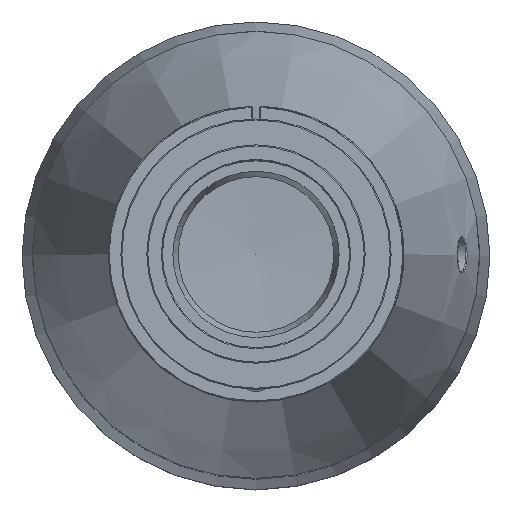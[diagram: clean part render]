
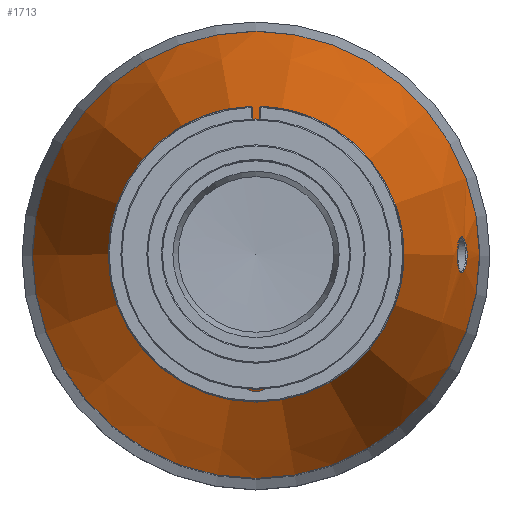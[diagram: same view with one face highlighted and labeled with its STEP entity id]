
A CAD part, top view. The second image highlights one B-rep face of the part: STEP entity #1713.
In plain terms, the highlighted conical face has half-angle 15 degrees and reference radius 0 mm.
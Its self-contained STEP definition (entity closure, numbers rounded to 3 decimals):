
#1518=CARTESIAN_POINT('',(39.567,-3.466,145.246));
#1519=VERTEX_POINT('',#1518);
#1520=CARTESIAN_POINT('',(39.567,-3.466,145.246));
#1521=CARTESIAN_POINT('',(39.329,-3.451,146.135));
#1522=CARTESIAN_POINT('',(39.139,-3.073,146.98));
#1523=CARTESIAN_POINT('',(39.012,-2.411,147.606));
#1524=CARTESIAN_POINT('',(38.885,-1.75,148.231));
#1525=CARTESIAN_POINT('',(38.828,-0.864,148.575));
#1526=CARTESIAN_POINT('',(38.83,0.054,148.562));
#1527=CARTESIAN_POINT('',(38.833,0.972,148.548));
#1528=CARTESIAN_POINT('',(38.896,1.851,148.173));
#1529=CARTESIAN_POINT('',(39.028,2.49,147.529));
#1530=CARTESIAN_POINT('',(39.16,3.129,146.885));
#1531=CARTESIAN_POINT('',(39.358,3.481,146.018));
#1532=CARTESIAN_POINT('',(39.596,3.466,145.138));
#1533=CARTESIAN_POINT('',(39.834,3.452,144.259));
#1534=CARTESIAN_POINT('',(40.096,3.071,143.421));
#1535=CARTESIAN_POINT('',(40.298,2.41,142.817));
#1536=CARTESIAN_POINT('',(40.499,1.75,142.212));
#1537=CARTESIAN_POINT('',(40.621,0.861,141.883));
#1538=CARTESIAN_POINT('',(40.616,-0.058,141.898));
#1539=CARTESIAN_POINT('',(40.611,-0.977,141.912));
#1540=CARTESIAN_POINT('',(40.48,-1.85,142.268));
#1541=CARTESIAN_POINT('',(40.272,-2.49,142.892));
#1542=CARTESIAN_POINT('',(40.065,-3.13,143.517));
#1543=CARTESIAN_POINT('',(39.803,-3.481,144.365));
#1544=CARTESIAN_POINT('',(39.567,-3.466,145.246));
#1545=B_SPLINE_CURVE_WITH_KNOTS('',3,(#1520,#1521,#1522,#1523,#1524,#1525,#1526,#1527,#1528,#1529,#1530,#1531,#1532,#1533,#1534,#1535,#1536,#1537,#1538,#1539,#1540,#1541,#1542,#1543,#1544),.UNSPECIFIED.,.T.,.U.,(4,3,3,3,3,3,3,3,4),(0.,0.125,0.25,0.375,0.5,0.625,0.75,0.875,1.),.UNSPECIFIED.);
#1546=EDGE_CURVE('',#1519,#1519,#1545,.T.);
#1669=CARTESIAN_POINT('',(0.,0.,293.478));
#1670=DIRECTION('',(-1.,0.,0.));
#1671=DIRECTION('',(0.,0.,-1.));
#1672=AXIS2_PLACEMENT_3D('',#1669,#1671,#1670);
#1673=CONICAL_SURFACE('',#1672,0.,0.262);
#1674=CARTESIAN_POINT('',(-43.,0.,133.));
#1675=VERTEX_POINT('',#1674);
#1676=CARTESIAN_POINT('',(0.,0.,133.));
#1677=DIRECTION('',(-1.,0.,-0.));
#1678=DIRECTION('',(0.,0.,-1.));
#1679=AXIS2_PLACEMENT_3D('',#1676,#1678,#1677);
#1680=CIRCLE('',#1679,43.);
#1681=EDGE_CURVE('',#1675,#1675,#1680,.T.);
#1682=ORIENTED_EDGE('E1265',*,*,#1681,.F.);
#1683=CARTESIAN_POINT('',(-23.29,0.,206.56));
#1684=VERTEX_POINT('',#1683);
#1685=CARTESIAN_POINT('',(-43.,0.,133.));
#1686=DIRECTION('',(0.259,0.,0.966));
#1687=VECTOR('',#1686,76.155);
#1688=LINE('',#1685,#1687);
#1689=EDGE_CURVE('',#1675,#1684,#1688,.T.);
#1690=ORIENTED_EDGE('E1364',*,*,#1689,.T.);
#1691=CARTESIAN_POINT('',(23.29,0.,206.56));
#1692=VERTEX_POINT('',#1691);
#1693=CARTESIAN_POINT('',(0.,0.,206.56));
#1694=DIRECTION('',(-1.,0.,0.));
#1695=DIRECTION('',(0.,0.,-1.));
#1696=AXIS2_PLACEMENT_3D('',#1693,#1695,#1694);
#1697=CIRCLE('',#1696,23.29);
#1698=EDGE_CURVE('',#1684,#1692,#1697,.T.);
#1699=ORIENTED_EDGE('E1365',*,*,#1698,.T.);
#1700=CARTESIAN_POINT('',(0.,0.,206.56));
#1701=DIRECTION('',(1.,0.,0.));
#1702=DIRECTION('',(0.,0.,-1.));
#1703=AXIS2_PLACEMENT_3D('',#1700,#1702,#1701);
#1704=CIRCLE('',#1703,23.29);
#1705=EDGE_CURVE('',#1692,#1684,#1704,.T.);
#1706=ORIENTED_EDGE('E1366',*,*,#1705,.T.);
#1707=ORIENTED_EDGE('E1366',*,*,#1689,.F.);
#1708=EDGE_LOOP('',(#1682,#1690,#1699,#1706,#1707));
#1709=FACE_OUTER_BOUND('',#1708,.T.);
#1710=ORIENTED_EDGE('',*,*,#1546,.T.);
#1711=EDGE_LOOP('',(#1710));
#1712=FACE_BOUND('',#1711,.T.);
#1713=ADVANCED_FACE('F620',(#1709,#1712),#1673,.T.);
